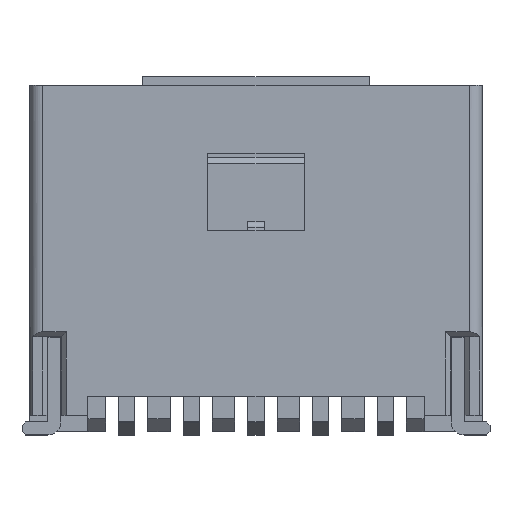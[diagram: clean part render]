
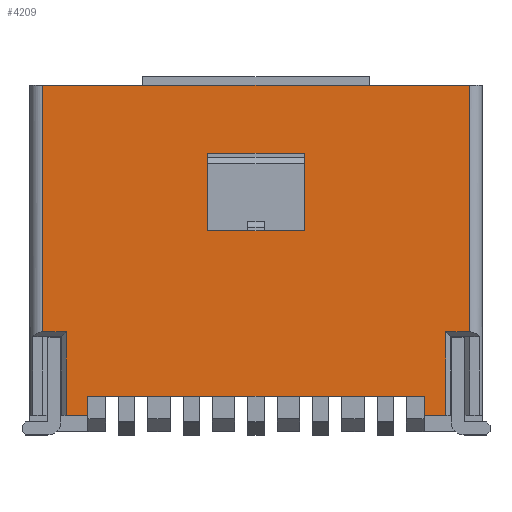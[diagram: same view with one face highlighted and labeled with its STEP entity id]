
A CAD part, top view. The second image highlights one B-rep face of the part: STEP entity #4209.
In plain terms, the highlighted planar face has unit normal (0, 0, 1).
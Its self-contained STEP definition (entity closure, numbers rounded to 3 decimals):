
#262=DIRECTION('',(1.,0.,0.));
#263=VECTOR('',#262,6.6);
#264=CARTESIAN_POINT('',(-3.3,2.685,1.49));
#265=LINE('',#264,#263);
#895=DIRECTION('',(0.,1.,0.));
#896=VECTOR('',#895,1.295);
#897=CARTESIAN_POINT('',(2.935,-2.425,1.49));
#898=LINE('',#897,#896);
#907=DIRECTION('',(0.,1.,0.));
#908=VECTOR('',#907,1.2);
#909=CARTESIAN_POINT('',(0.75,0.435,1.49));
#910=LINE('',#909,#908);
#911=DIRECTION('',(-1.,0.,0.));
#912=VECTOR('',#911,1.5);
#913=CARTESIAN_POINT('',(0.75,1.635,1.49));
#914=LINE('',#913,#912);
#915=DIRECTION('',(0.,-1.,0.));
#916=VECTOR('',#915,1.2);
#917=CARTESIAN_POINT('',(-0.75,1.635,1.49));
#918=LINE('',#917,#916);
#919=DIRECTION('',(1.,0.,0.));
#920=VECTOR('',#919,1.5);
#921=CARTESIAN_POINT('',(-0.75,0.435,1.49));
#922=LINE('',#921,#920);
#923=DIRECTION('',(0.,1.,0.));
#924=VECTOR('',#923,3.815);
#925=CARTESIAN_POINT('',(-3.3,-1.13,1.49));
#926=LINE('',#925,#924);
#927=DIRECTION('',(1.,0.,0.));
#928=VECTOR('',#927,0.335);
#929=CARTESIAN_POINT('',(2.6,-2.425,1.49));
#930=LINE('',#929,#928);
#931=DIRECTION('',(0.,1.,0.));
#932=VECTOR('',#931,0.3);
#933=CARTESIAN_POINT('',(2.6,-2.425,1.49));
#934=LINE('',#933,#932);
#935=DIRECTION('',(-1.,0.,0.));
#936=VECTOR('',#935,5.2);
#937=CARTESIAN_POINT('',(2.6,-2.125,1.49));
#938=LINE('',#937,#936);
#939=DIRECTION('',(0.,1.,0.));
#940=VECTOR('',#939,0.3);
#941=CARTESIAN_POINT('',(-2.6,-2.425,1.49));
#942=LINE('',#941,#940);
#943=DIRECTION('',(1.,0.,0.));
#944=VECTOR('',#943,0.335);
#945=CARTESIAN_POINT('',(-2.935,-2.425,1.49));
#946=LINE('',#945,#944);
#1099=DIRECTION('',(0.,-1.,0.));
#1100=VECTOR('',#1099,1.295);
#1101=CARTESIAN_POINT('',(-2.935,-1.13,1.49));
#1102=LINE('',#1101,#1100);
#1123=CARTESIAN_POINT('',(-3.3,-1.13,1.49));
#1125=DIRECTION('',(-1.,0.,0.));
#1126=VECTOR('',#1125,0.365);
#1127=CARTESIAN_POINT('',(-2.935,-1.13,1.49));
#1128=LINE('',#1127,#1126);
#1261=DIRECTION('',(0.,1.,0.));
#1262=VECTOR('',#1261,3.815);
#1263=CARTESIAN_POINT('',(3.3,-1.13,1.49));
#1264=LINE('',#1263,#1262);
#1265=DIRECTION('',(-1.,0.,0.));
#1266=VECTOR('',#1265,0.365);
#1267=CARTESIAN_POINT('',(3.3,-1.13,1.49));
#1268=LINE('',#1267,#1266);
#2445=CARTESIAN_POINT('',(-3.3,2.685,1.49));
#2446=CARTESIAN_POINT('',(3.3,2.685,1.49));
#2447=VERTEX_POINT('',#2445);
#2448=VERTEX_POINT('',#2446);
#2605=CARTESIAN_POINT('',(-2.935,-1.13,1.49));
#2607=VERTEX_POINT('',#2605);
#2655=CARTESIAN_POINT('',(0.75,0.435,1.49));
#2656=CARTESIAN_POINT('',(0.75,1.635,1.49));
#2657=VERTEX_POINT('',#2655);
#2658=VERTEX_POINT('',#2656);
#2659=CARTESIAN_POINT('',(-0.75,1.635,1.49));
#2660=VERTEX_POINT('',#2659);
#2661=CARTESIAN_POINT('',(-0.75,0.435,1.49));
#2662=VERTEX_POINT('',#2661);
#2739=CARTESIAN_POINT('',(-2.935,-2.425,1.49));
#2741=VERTEX_POINT('',#2739);
#2745=VERTEX_POINT('',#1123);
#2755=CARTESIAN_POINT('',(2.935,-2.425,1.49));
#2757=VERTEX_POINT('',#2755);
#2758=CARTESIAN_POINT('',(2.935,-1.13,1.49));
#2759=VERTEX_POINT('',#2758);
#2762=CARTESIAN_POINT('',(3.3,-1.13,1.49));
#2763=VERTEX_POINT('',#2762);
#3211=CARTESIAN_POINT('',(-2.6,-2.425,1.49));
#3212=CARTESIAN_POINT('',(-2.6,-2.125,1.49));
#3213=VERTEX_POINT('',#3211);
#3214=VERTEX_POINT('',#3212);
#3215=CARTESIAN_POINT('',(2.6,-2.425,1.49));
#3216=CARTESIAN_POINT('',(2.6,-2.125,1.49));
#3217=VERTEX_POINT('',#3215);
#3218=VERTEX_POINT('',#3216);
#4173=CARTESIAN_POINT('',(-3.3,-2.675,1.49));
#4174=DIRECTION('',(0.,0.,1.));
#4175=DIRECTION('',(1.,0.,0.));
#4176=AXIS2_PLACEMENT_3D('',#4173,#4174,#4175);
#4177=PLANE('',#4176);
#4179=ORIENTED_EDGE('',*,*,#4178,.F.);
#4181=ORIENTED_EDGE('',*,*,#4180,.T.);
#4183=ORIENTED_EDGE('',*,*,#4182,.T.);
#4184=ORIENTED_EDGE('',*,*,#3471,.T.);
#4186=ORIENTED_EDGE('',*,*,#4185,.F.);
#4188=ORIENTED_EDGE('',*,*,#4187,.T.);
#4189=ORIENTED_EDGE('',*,*,#4165,.F.);
#4190=ORIENTED_EDGE('',*,*,#3917,.F.);
#4192=ORIENTED_EDGE('',*,*,#4191,.T.);
#4193=ORIENTED_EDGE('',*,*,#3525,.T.);
#4195=ORIENTED_EDGE('',*,*,#4194,.F.);
#4196=ORIENTED_EDGE('',*,*,#3945,.F.);
#4197=EDGE_LOOP('',(#4179,#4181,#4183,#4184,#4186,#4188,#4189,#4190,#4192,#4193,
#4195,#4196));
#4198=FACE_OUTER_BOUND('',#4197,.F.);
#4200=ORIENTED_EDGE('',*,*,#4199,.T.);
#4202=ORIENTED_EDGE('',*,*,#4201,.T.);
#4204=ORIENTED_EDGE('',*,*,#4203,.T.);
#4206=ORIENTED_EDGE('',*,*,#4205,.T.);
#4207=EDGE_LOOP('',(#4200,#4202,#4204,#4206));
#4208=FACE_BOUND('',#4207,.F.);
#4209=ADVANCED_FACE('',(#4198,#4208),#4177,.T.);
#3471=EDGE_CURVE('',#2447,#2448,#265,.T.);
#3525=EDGE_CURVE('',#3218,#3214,#938,.T.);
#3917=EDGE_CURVE('',#3217,#2757,#930,.T.);
#3945=EDGE_CURVE('',#2741,#3213,#946,.T.);
#4165=EDGE_CURVE('',#2757,#2759,#898,.T.);
#4178=EDGE_CURVE('',#2607,#2741,#1102,.T.);
#4180=EDGE_CURVE('',#2607,#2745,#1128,.T.);
#4182=EDGE_CURVE('',#2745,#2447,#926,.T.);
#4185=EDGE_CURVE('',#2763,#2448,#1264,.T.);
#4187=EDGE_CURVE('',#2763,#2759,#1268,.T.);
#4191=EDGE_CURVE('',#3217,#3218,#934,.T.);
#4194=EDGE_CURVE('',#3213,#3214,#942,.T.);
#4199=EDGE_CURVE('',#2657,#2658,#910,.T.);
#4201=EDGE_CURVE('',#2658,#2660,#914,.T.);
#4203=EDGE_CURVE('',#2660,#2662,#918,.T.);
#4205=EDGE_CURVE('',#2662,#2657,#922,.T.);
